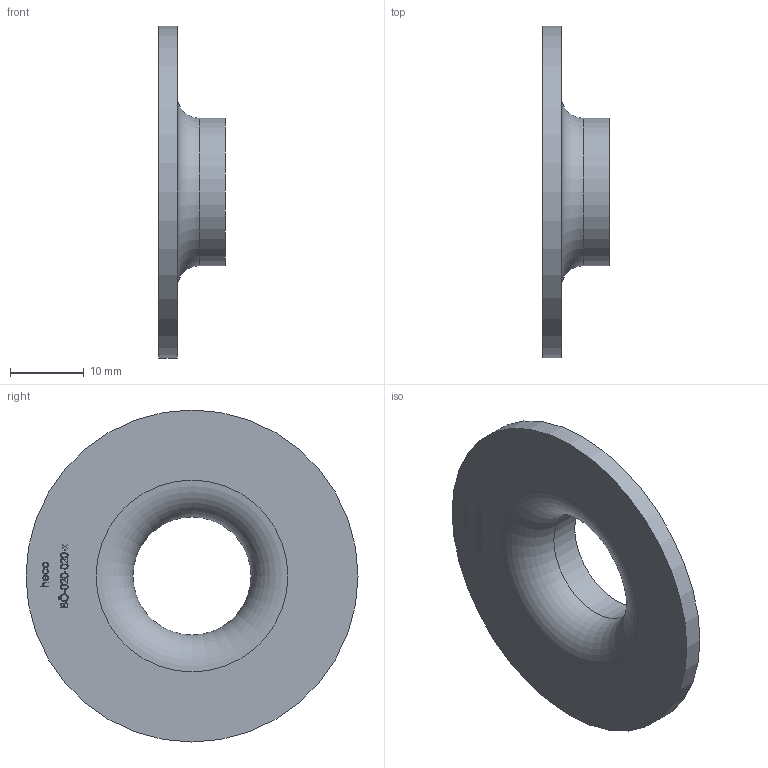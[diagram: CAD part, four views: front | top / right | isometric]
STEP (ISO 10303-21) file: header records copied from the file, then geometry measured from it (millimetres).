
FILE_DESCRIPTION (( 'STEP AP214' ), '1' );
FILE_NAME ('BÖ-020-020-x Vorschweissbördel 2012.STEP', '2020-12-02T10:42:38', ( '' ), ( '' ), 'SwSTEP 2.0', 'SolidWorks 2019', '' );
FILE_SCHEMA (( 'AUTOMOTIVE_DESIGN' ));
Length unit declared in the file: millimetre
Products named in the file (1): BÖ-020-020-x Vorschweissbördel 2012
Bounding box: 9 x 45 x 45 mm (x, y, z)
Volume: 4029.6 mm3; surface area: 3843.2 mm2
Topology: 1 solids, 1 shells, 201 faces, 511 edges, 340 vertices
Faces by surface type: bspline 108, plane 88, cylinder 3, torus 2
Full cylindrical faces by diameter (mm): 16 x1, 20 x1, 45 x1
Entity records: 14734 total; most frequent: CARTESIAN_POINT 8564, ORIENTED_EDGE 1012, EDGE_CURVE 506, DIRECTION 486, VERTEX_POINT 340, VECTOR 282, LINE 282, EDGE_LOOP 236
